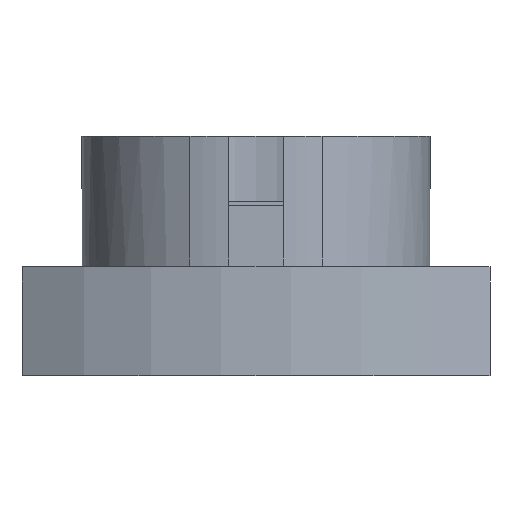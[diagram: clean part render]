
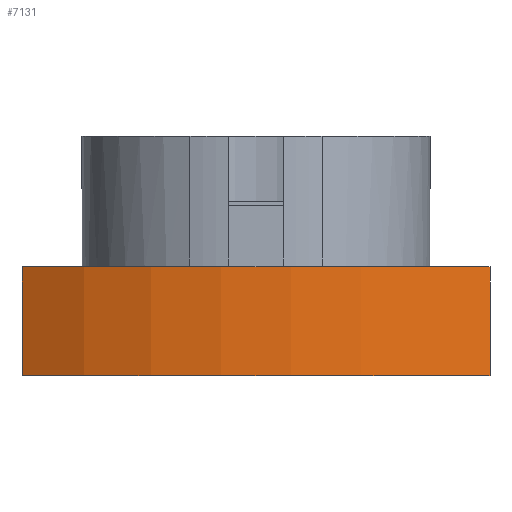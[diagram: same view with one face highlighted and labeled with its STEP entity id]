
A CAD part, front view. The second image highlights one B-rep face of the part: STEP entity #7131.
In plain terms, the highlighted cylindrical face has radius 20 mm (diameter 40 mm), a partial arc.
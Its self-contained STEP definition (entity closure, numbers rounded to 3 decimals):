
#547 = PLANE('',#548);
#548 = AXIS2_PLACEMENT_3D('',#549,#550,#551);
#549 = CARTESIAN_POINT('',(0.,-246.916,20.));
#550 = DIRECTION('',(0.,0.,1.));
#551 = DIRECTION('',(0.,1.,0.));
#804 = EDGE_CURVE('',#805,#807,#809,.T.);
#805 = VERTEX_POINT('',#806);
#806 = CARTESIAN_POINT('',(-10.75,-257.865,20.));
#807 = VERTEX_POINT('',#808);
#808 = CARTESIAN_POINT('',(10.75,-257.865,20.));
#809 = SURFACE_CURVE('',#810,(#815,#822),.PCURVE_S1.);
#810 = CIRCLE('',#811,20.);
#811 = AXIS2_PLACEMENT_3D('',#812,#813,#814);
#812 = CARTESIAN_POINT('',(0.,-241.,20.));
#813 = DIRECTION('',(0.,0.,1.));
#814 = DIRECTION('',(1.,0.,0.));
#815 = PCURVE('',#547,#816);
#816 = DEFINITIONAL_REPRESENTATION('',(#817),#821);
#817 = CIRCLE('',#818,20.);
#818 = AXIS2_PLACEMENT_2D('',#819,#820);
#819 = CARTESIAN_POINT('',(5.916,0.));
#820 = DIRECTION('',(0.,-1.));
#821 = ( GEOMETRIC_REPRESENTATION_CONTEXT(2) 
PARAMETRIC_REPRESENTATION_CONTEXT() REPRESENTATION_CONTEXT('2D SPACE',''
  ) );
#822 = PCURVE('',#823,#828);
#823 = CYLINDRICAL_SURFACE('',#824,20.);
#824 = AXIS2_PLACEMENT_3D('',#825,#826,#827);
#825 = CARTESIAN_POINT('',(0.,-241.,20.));
#826 = DIRECTION('',(-0.,-0.,-1.));
#827 = DIRECTION('',(1.,0.,0.));
#828 = DEFINITIONAL_REPRESENTATION('',(#829),#833);
#829 = LINE('',#830,#831);
#830 = CARTESIAN_POINT('',(-0.,0.));
#831 = VECTOR('',#832,1.);
#832 = DIRECTION('',(-1.,0.));
#833 = ( GEOMETRIC_REPRESENTATION_CONTEXT(2) 
PARAMETRIC_REPRESENTATION_CONTEXT() REPRESENTATION_CONTEXT('2D SPACE',''
  ) );
#851 = PLANE('',#852);
#852 = AXIS2_PLACEMENT_3D('',#853,#854,#855);
#853 = CARTESIAN_POINT('',(7.303,-244.265,20.));
#854 = DIRECTION('',(0.969,0.246,0.));
#855 = DIRECTION('',(0.246,-0.969,0.));
#906 = PLANE('',#907);
#907 = AXIS2_PLACEMENT_3D('',#908,#909,#910);
#908 = CARTESIAN_POINT('',(-10.75,-257.865,20.));
#909 = DIRECTION('',(-0.969,0.246,0.));
#910 = DIRECTION('',(0.246,0.969,0.));
#7131 = ADVANCED_FACE('',(#7132),#823,.T.);
#7132 = FACE_BOUND('',#7133,.F.);
#7133 = EDGE_LOOP('',(#7134,#7157,#7186,#7207));
#7134 = ORIENTED_EDGE('',*,*,#7135,.T.);
#7135 = EDGE_CURVE('',#805,#7136,#7138,.T.);
#7136 = VERTEX_POINT('',#7137);
#7137 = CARTESIAN_POINT('',(-10.75,-257.865,25.));
#7138 = SURFACE_CURVE('',#7139,(#7143,#7150),.PCURVE_S1.);
#7139 = LINE('',#7140,#7141);
#7140 = CARTESIAN_POINT('',(-10.75,-257.865,20.));
#7141 = VECTOR('',#7142,1.);
#7142 = DIRECTION('',(0.,0.,1.));
#7143 = PCURVE('',#823,#7144);
#7144 = DEFINITIONAL_REPRESENTATION('',(#7145),#7149);
#7145 = LINE('',#7146,#7147);
#7146 = CARTESIAN_POINT('',(-4.145,0.));
#7147 = VECTOR('',#7148,1.);
#7148 = DIRECTION('',(-0.,-1.));
#7149 = ( GEOMETRIC_REPRESENTATION_CONTEXT(2) 
PARAMETRIC_REPRESENTATION_CONTEXT() REPRESENTATION_CONTEXT('2D SPACE',''
  ) );
#7150 = PCURVE('',#906,#7151);
#7151 = DEFINITIONAL_REPRESENTATION('',(#7152),#7156);
#7152 = LINE('',#7153,#7154);
#7153 = CARTESIAN_POINT('',(0.,0.));
#7154 = VECTOR('',#7155,1.);
#7155 = DIRECTION('',(0.,-1.));
#7156 = ( GEOMETRIC_REPRESENTATION_CONTEXT(2) 
PARAMETRIC_REPRESENTATION_CONTEXT() REPRESENTATION_CONTEXT('2D SPACE',''
  ) );
#7157 = ORIENTED_EDGE('',*,*,#7158,.T.);
#7158 = EDGE_CURVE('',#7136,#7159,#7161,.T.);
#7159 = VERTEX_POINT('',#7160);
#7160 = CARTESIAN_POINT('',(10.75,-257.865,25.));
#7161 = SURFACE_CURVE('',#7162,(#7167,#7174),.PCURVE_S1.);
#7162 = CIRCLE('',#7163,20.);
#7163 = AXIS2_PLACEMENT_3D('',#7164,#7165,#7166);
#7164 = CARTESIAN_POINT('',(0.,-241.,25.));
#7165 = DIRECTION('',(0.,0.,1.));
#7166 = DIRECTION('',(1.,0.,0.));
#7167 = PCURVE('',#823,#7168);
#7168 = DEFINITIONAL_REPRESENTATION('',(#7169),#7173);
#7169 = LINE('',#7170,#7171);
#7170 = CARTESIAN_POINT('',(-0.,-5.));
#7171 = VECTOR('',#7172,1.);
#7172 = DIRECTION('',(-1.,0.));
#7173 = ( GEOMETRIC_REPRESENTATION_CONTEXT(2) 
PARAMETRIC_REPRESENTATION_CONTEXT() REPRESENTATION_CONTEXT('2D SPACE',''
  ) );
#7174 = PCURVE('',#7175,#7180);
#7175 = PLANE('',#7176);
#7176 = AXIS2_PLACEMENT_3D('',#7177,#7178,#7179);
#7177 = CARTESIAN_POINT('',(0.,-246.916,25.));
#7178 = DIRECTION('',(0.,0.,1.));
#7179 = DIRECTION('',(0.,1.,0.));
#7180 = DEFINITIONAL_REPRESENTATION('',(#7181),#7185);
#7181 = CIRCLE('',#7182,20.);
#7182 = AXIS2_PLACEMENT_2D('',#7183,#7184);
#7183 = CARTESIAN_POINT('',(5.916,0.));
#7184 = DIRECTION('',(0.,-1.));
#7185 = ( GEOMETRIC_REPRESENTATION_CONTEXT(2) 
PARAMETRIC_REPRESENTATION_CONTEXT() REPRESENTATION_CONTEXT('2D SPACE',''
  ) );
#7186 = ORIENTED_EDGE('',*,*,#7187,.F.);
#7187 = EDGE_CURVE('',#807,#7159,#7188,.T.);
#7188 = SURFACE_CURVE('',#7189,(#7193,#7200),.PCURVE_S1.);
#7189 = LINE('',#7190,#7191);
#7190 = CARTESIAN_POINT('',(10.75,-257.865,20.));
#7191 = VECTOR('',#7192,1.);
#7192 = DIRECTION('',(0.,0.,1.));
#7193 = PCURVE('',#823,#7194);
#7194 = DEFINITIONAL_REPRESENTATION('',(#7195),#7199);
#7195 = LINE('',#7196,#7197);
#7196 = CARTESIAN_POINT('',(-5.28,0.));
#7197 = VECTOR('',#7198,1.);
#7198 = DIRECTION('',(-0.,-1.));
#7199 = ( GEOMETRIC_REPRESENTATION_CONTEXT(2) 
PARAMETRIC_REPRESENTATION_CONTEXT() REPRESENTATION_CONTEXT('2D SPACE',''
  ) );
#7200 = PCURVE('',#851,#7201);
#7201 = DEFINITIONAL_REPRESENTATION('',(#7202),#7206);
#7202 = LINE('',#7203,#7204);
#7203 = CARTESIAN_POINT('',(14.03,0.));
#7204 = VECTOR('',#7205,1.);
#7205 = DIRECTION('',(0.,-1.));
#7206 = ( GEOMETRIC_REPRESENTATION_CONTEXT(2) 
PARAMETRIC_REPRESENTATION_CONTEXT() REPRESENTATION_CONTEXT('2D SPACE',''
  ) );
#7207 = ORIENTED_EDGE('',*,*,#804,.F.);
